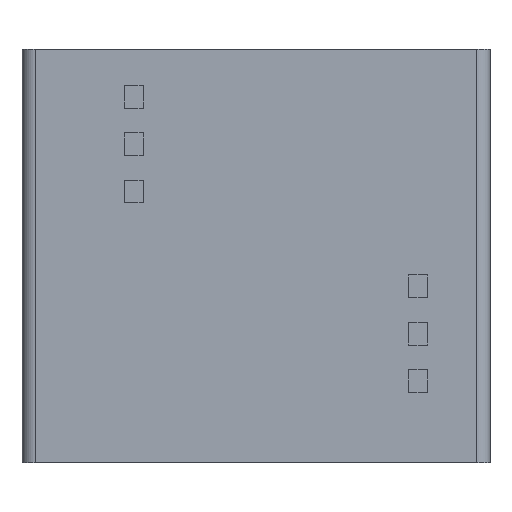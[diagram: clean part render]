
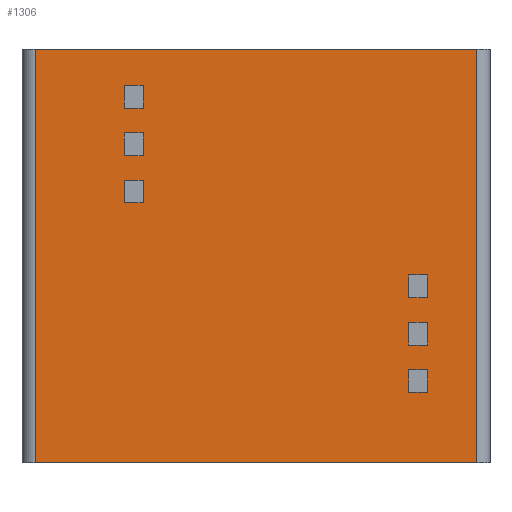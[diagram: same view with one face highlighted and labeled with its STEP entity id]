
A CAD part, front view. The second image highlights one B-rep face of the part: STEP entity #1306.
In plain terms, the highlighted planar face has unit normal (0, -1, 0).
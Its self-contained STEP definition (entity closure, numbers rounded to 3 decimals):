
#24=DIRECTION('',(1.,0.,0.));
#25=VECTOR('',#24,23.3);
#26=CARTESIAN_POINT('',(-11.65,-15.65,-16.8));
#27=LINE('',#26,#25);
#45=DIRECTION('',(0.,0.,-1.));
#46=VECTOR('',#45,21.8);
#47=CARTESIAN_POINT('',(11.65,-15.65,5.));
#48=LINE('',#47,#46);
#49=DIRECTION('',(0.,0.,-1.));
#50=VECTOR('',#49,21.8);
#51=CARTESIAN_POINT('',(-11.65,-15.65,5.));
#52=LINE('',#51,#50);
#53=DIRECTION('',(-1.,0.,0.));
#54=VECTOR('',#53,1.);
#55=CARTESIAN_POINT('',(-5.95,-15.65,0.6));
#56=LINE('',#55,#54);
#57=DIRECTION('',(0.,0.,-1.));
#58=VECTOR('',#57,1.2);
#59=CARTESIAN_POINT('',(-6.95,-15.65,0.6));
#60=LINE('',#59,#58);
#61=DIRECTION('',(1.,0.,0.));
#62=VECTOR('',#61,1.);
#63=CARTESIAN_POINT('',(-6.95,-15.65,-0.6));
#64=LINE('',#63,#62);
#65=DIRECTION('',(0.,0.,1.));
#66=VECTOR('',#65,1.2);
#67=CARTESIAN_POINT('',(-5.95,-15.65,-0.6));
#68=LINE('',#67,#66);
#69=DIRECTION('',(-1.,0.,0.));
#70=VECTOR('',#69,1.);
#71=CARTESIAN_POINT('',(-5.95,-15.65,3.1));
#72=LINE('',#71,#70);
#73=DIRECTION('',(0.,0.,-1.));
#74=VECTOR('',#73,1.2);
#75=CARTESIAN_POINT('',(-6.95,-15.65,3.1));
#76=LINE('',#75,#74);
#77=DIRECTION('',(1.,0.,0.));
#78=VECTOR('',#77,1.);
#79=CARTESIAN_POINT('',(-6.95,-15.65,1.9));
#80=LINE('',#79,#78);
#81=DIRECTION('',(0.,0.,1.));
#82=VECTOR('',#81,1.2);
#83=CARTESIAN_POINT('',(-5.95,-15.65,1.9));
#84=LINE('',#83,#82);
#85=DIRECTION('',(-1.,0.,0.));
#86=VECTOR('',#85,1.);
#87=CARTESIAN_POINT('',(-5.95,-15.65,-1.9));
#88=LINE('',#87,#86);
#89=DIRECTION('',(0.,0.,-1.));
#90=VECTOR('',#89,1.2);
#91=CARTESIAN_POINT('',(-6.95,-15.65,-1.9));
#92=LINE('',#91,#90);
#93=DIRECTION('',(1.,0.,0.));
#94=VECTOR('',#93,1.);
#95=CARTESIAN_POINT('',(-6.95,-15.65,-3.1));
#96=LINE('',#95,#94);
#97=DIRECTION('',(0.,0.,1.));
#98=VECTOR('',#97,1.2);
#99=CARTESIAN_POINT('',(-5.95,-15.65,-3.1));
#100=LINE('',#99,#98);
#101=DIRECTION('',(-1.,0.,0.));
#102=VECTOR('',#101,1.);
#103=CARTESIAN_POINT('',(9.05,-15.65,-9.4));
#104=LINE('',#103,#102);
#105=DIRECTION('',(0.,0.,-1.));
#106=VECTOR('',#105,1.2);
#107=CARTESIAN_POINT('',(8.05,-15.65,-9.4));
#108=LINE('',#107,#106);
#109=DIRECTION('',(1.,0.,0.));
#110=VECTOR('',#109,1.);
#111=CARTESIAN_POINT('',(8.05,-15.65,-10.6));
#112=LINE('',#111,#110);
#113=DIRECTION('',(0.,0.,1.));
#114=VECTOR('',#113,1.2);
#115=CARTESIAN_POINT('',(9.05,-15.65,-10.6));
#116=LINE('',#115,#114);
#117=DIRECTION('',(-1.,0.,0.));
#118=VECTOR('',#117,1.);
#119=CARTESIAN_POINT('',(9.05,-15.65,-6.9));
#120=LINE('',#119,#118);
#121=DIRECTION('',(0.,0.,-1.));
#122=VECTOR('',#121,1.2);
#123=CARTESIAN_POINT('',(8.05,-15.65,-6.9));
#124=LINE('',#123,#122);
#125=DIRECTION('',(1.,0.,0.));
#126=VECTOR('',#125,1.);
#127=CARTESIAN_POINT('',(8.05,-15.65,-8.1));
#128=LINE('',#127,#126);
#129=DIRECTION('',(0.,0.,1.));
#130=VECTOR('',#129,1.2);
#131=CARTESIAN_POINT('',(9.05,-15.65,-8.1));
#132=LINE('',#131,#130);
#133=DIRECTION('',(-1.,0.,0.));
#134=VECTOR('',#133,1.);
#135=CARTESIAN_POINT('',(9.05,-15.65,-11.9));
#136=LINE('',#135,#134);
#137=DIRECTION('',(0.,0.,-1.));
#138=VECTOR('',#137,1.2);
#139=CARTESIAN_POINT('',(8.05,-15.65,-11.9));
#140=LINE('',#139,#138);
#141=DIRECTION('',(1.,0.,0.));
#142=VECTOR('',#141,1.);
#143=CARTESIAN_POINT('',(8.05,-15.65,-13.1));
#144=LINE('',#143,#142);
#145=DIRECTION('',(0.,0.,1.));
#146=VECTOR('',#145,1.2);
#147=CARTESIAN_POINT('',(9.05,-15.65,-13.1));
#148=LINE('',#147,#146);
#171=DIRECTION('',(1.,0.,0.));
#172=VECTOR('',#171,23.3);
#173=CARTESIAN_POINT('',(-11.65,-15.65,5.));
#174=LINE('',#173,#172);
#926=CARTESIAN_POINT('',(11.65,-15.65,-16.8));
#928=VERTEX_POINT('',#926);
#929=CARTESIAN_POINT('',(11.65,-15.65,5.));
#930=VERTEX_POINT('',#929);
#933=CARTESIAN_POINT('',(-11.65,-15.65,-16.8));
#935=VERTEX_POINT('',#933);
#939=CARTESIAN_POINT('',(-11.65,-15.65,5.));
#940=VERTEX_POINT('',#939);
#1094=CARTESIAN_POINT('',(-5.95,-15.65,0.6));
#1095=CARTESIAN_POINT('',(-6.95,-15.65,0.6));
#1096=VERTEX_POINT('',#1094);
#1097=VERTEX_POINT('',#1095);
#1098=CARTESIAN_POINT('',(-6.95,-15.65,-0.6));
#1099=VERTEX_POINT('',#1098);
#1100=CARTESIAN_POINT('',(-5.95,-15.65,-0.6));
#1101=VERTEX_POINT('',#1100);
#1102=CARTESIAN_POINT('',(-5.95,-15.65,3.1));
#1103=CARTESIAN_POINT('',(-6.95,-15.65,3.1));
#1104=VERTEX_POINT('',#1102);
#1105=VERTEX_POINT('',#1103);
#1106=CARTESIAN_POINT('',(-6.95,-15.65,1.9));
#1107=VERTEX_POINT('',#1106);
#1108=CARTESIAN_POINT('',(-5.95,-15.65,1.9));
#1109=VERTEX_POINT('',#1108);
#1110=CARTESIAN_POINT('',(-5.95,-15.65,-1.9));
#1111=CARTESIAN_POINT('',(-6.95,-15.65,-1.9));
#1112=VERTEX_POINT('',#1110);
#1113=VERTEX_POINT('',#1111);
#1114=CARTESIAN_POINT('',(-6.95,-15.65,-3.1));
#1115=VERTEX_POINT('',#1114);
#1116=CARTESIAN_POINT('',(-5.95,-15.65,-3.1));
#1117=VERTEX_POINT('',#1116);
#1142=CARTESIAN_POINT('',(9.05,-15.65,-9.4));
#1143=CARTESIAN_POINT('',(8.05,-15.65,-9.4));
#1144=VERTEX_POINT('',#1142);
#1145=VERTEX_POINT('',#1143);
#1146=CARTESIAN_POINT('',(8.05,-15.65,-10.6));
#1147=VERTEX_POINT('',#1146);
#1148=CARTESIAN_POINT('',(9.05,-15.65,-10.6));
#1149=VERTEX_POINT('',#1148);
#1150=CARTESIAN_POINT('',(9.05,-15.65,-6.9));
#1151=CARTESIAN_POINT('',(8.05,-15.65,-6.9));
#1152=VERTEX_POINT('',#1150);
#1153=VERTEX_POINT('',#1151);
#1154=CARTESIAN_POINT('',(8.05,-15.65,-8.1));
#1155=VERTEX_POINT('',#1154);
#1156=CARTESIAN_POINT('',(9.05,-15.65,-8.1));
#1157=VERTEX_POINT('',#1156);
#1158=CARTESIAN_POINT('',(9.05,-15.65,-11.9));
#1159=CARTESIAN_POINT('',(8.05,-15.65,-11.9));
#1160=VERTEX_POINT('',#1158);
#1161=VERTEX_POINT('',#1159);
#1162=CARTESIAN_POINT('',(8.05,-15.65,-13.1));
#1163=VERTEX_POINT('',#1162);
#1164=CARTESIAN_POINT('',(9.05,-15.65,-13.1));
#1165=VERTEX_POINT('',#1164);
#1233=CARTESIAN_POINT('',(-12.35,-15.65,-16.8));
#1234=DIRECTION('',(0.,-1.,0.));
#1235=DIRECTION('',(1.,0.,0.));
#1236=AXIS2_PLACEMENT_3D('',#1233,#1234,#1235);
#1237=PLANE('',#1236);
#1238=ORIENTED_EDGE('',*,*,#1225,.T.);
#1239=ORIENTED_EDGE('',*,*,#1181,.F.);
#1241=ORIENTED_EDGE('',*,*,#1240,.F.);
#1243=ORIENTED_EDGE('',*,*,#1242,.T.);
#1244=EDGE_LOOP('',(#1238,#1239,#1241,#1243));
#1245=FACE_OUTER_BOUND('',#1244,.F.);
#1247=ORIENTED_EDGE('',*,*,#1246,.T.);
#1249=ORIENTED_EDGE('',*,*,#1248,.T.);
#1251=ORIENTED_EDGE('',*,*,#1250,.T.);
#1253=ORIENTED_EDGE('',*,*,#1252,.T.);
#1254=EDGE_LOOP('',(#1247,#1249,#1251,#1253));
#1255=FACE_BOUND('',#1254,.F.);
#1257=ORIENTED_EDGE('',*,*,#1256,.T.);
#1259=ORIENTED_EDGE('',*,*,#1258,.T.);
#1261=ORIENTED_EDGE('',*,*,#1260,.T.);
#1263=ORIENTED_EDGE('',*,*,#1262,.T.);
#1264=EDGE_LOOP('',(#1257,#1259,#1261,#1263));
#1265=FACE_BOUND('',#1264,.F.);
#1267=ORIENTED_EDGE('',*,*,#1266,.T.);
#1269=ORIENTED_EDGE('',*,*,#1268,.T.);
#1271=ORIENTED_EDGE('',*,*,#1270,.T.);
#1273=ORIENTED_EDGE('',*,*,#1272,.T.);
#1274=EDGE_LOOP('',(#1267,#1269,#1271,#1273));
#1275=FACE_BOUND('',#1274,.F.);
#1277=ORIENTED_EDGE('',*,*,#1276,.T.);
#1279=ORIENTED_EDGE('',*,*,#1278,.T.);
#1281=ORIENTED_EDGE('',*,*,#1280,.T.);
#1283=ORIENTED_EDGE('',*,*,#1282,.T.);
#1284=EDGE_LOOP('',(#1277,#1279,#1281,#1283));
#1285=FACE_BOUND('',#1284,.F.);
#1287=ORIENTED_EDGE('',*,*,#1286,.T.);
#1289=ORIENTED_EDGE('',*,*,#1288,.T.);
#1291=ORIENTED_EDGE('',*,*,#1290,.T.);
#1293=ORIENTED_EDGE('',*,*,#1292,.T.);
#1294=EDGE_LOOP('',(#1287,#1289,#1291,#1293));
#1295=FACE_BOUND('',#1294,.F.);
#1297=ORIENTED_EDGE('',*,*,#1296,.T.);
#1299=ORIENTED_EDGE('',*,*,#1298,.T.);
#1301=ORIENTED_EDGE('',*,*,#1300,.T.);
#1303=ORIENTED_EDGE('',*,*,#1302,.T.);
#1304=EDGE_LOOP('',(#1297,#1299,#1301,#1303));
#1305=FACE_BOUND('',#1304,.F.);
#1306=ADVANCED_FACE('',(#1245,#1255,#1265,#1275,#1285,#1295,#1305),#1237,.T.);
#1181=EDGE_CURVE('',#935,#928,#27,.T.);
#1225=EDGE_CURVE('',#930,#928,#48,.T.);
#1240=EDGE_CURVE('',#940,#935,#52,.T.);
#1242=EDGE_CURVE('',#940,#930,#174,.T.);
#1246=EDGE_CURVE('',#1096,#1097,#56,.T.);
#1248=EDGE_CURVE('',#1097,#1099,#60,.T.);
#1250=EDGE_CURVE('',#1099,#1101,#64,.T.);
#1252=EDGE_CURVE('',#1101,#1096,#68,.T.);
#1256=EDGE_CURVE('',#1104,#1105,#72,.T.);
#1258=EDGE_CURVE('',#1105,#1107,#76,.T.);
#1260=EDGE_CURVE('',#1107,#1109,#80,.T.);
#1262=EDGE_CURVE('',#1109,#1104,#84,.T.);
#1266=EDGE_CURVE('',#1112,#1113,#88,.T.);
#1268=EDGE_CURVE('',#1113,#1115,#92,.T.);
#1270=EDGE_CURVE('',#1115,#1117,#96,.T.);
#1272=EDGE_CURVE('',#1117,#1112,#100,.T.);
#1276=EDGE_CURVE('',#1144,#1145,#104,.T.);
#1278=EDGE_CURVE('',#1145,#1147,#108,.T.);
#1280=EDGE_CURVE('',#1147,#1149,#112,.T.);
#1282=EDGE_CURVE('',#1149,#1144,#116,.T.);
#1286=EDGE_CURVE('',#1152,#1153,#120,.T.);
#1288=EDGE_CURVE('',#1153,#1155,#124,.T.);
#1290=EDGE_CURVE('',#1155,#1157,#128,.T.);
#1292=EDGE_CURVE('',#1157,#1152,#132,.T.);
#1296=EDGE_CURVE('',#1160,#1161,#136,.T.);
#1298=EDGE_CURVE('',#1161,#1163,#140,.T.);
#1300=EDGE_CURVE('',#1163,#1165,#144,.T.);
#1302=EDGE_CURVE('',#1165,#1160,#148,.T.);
